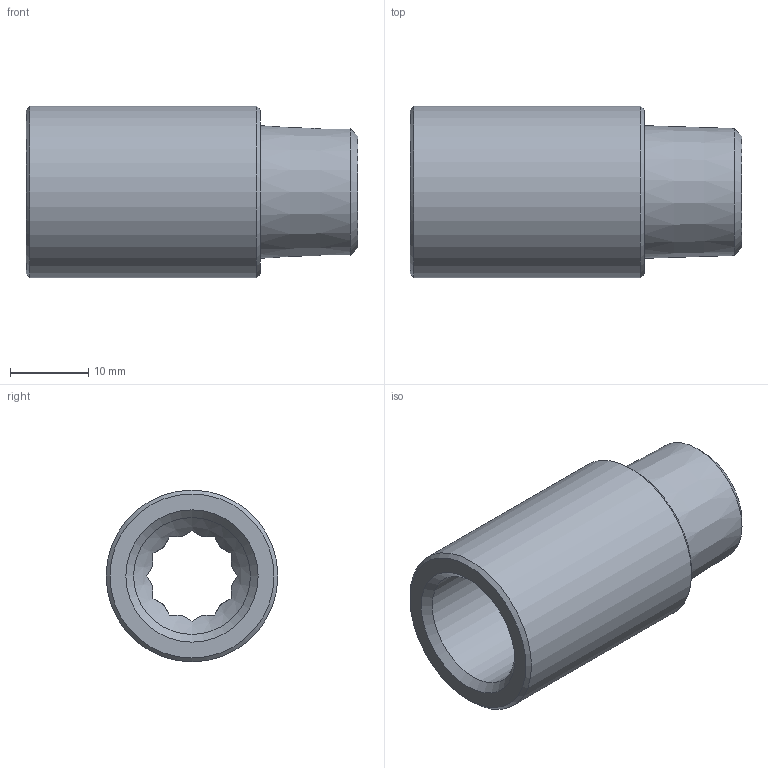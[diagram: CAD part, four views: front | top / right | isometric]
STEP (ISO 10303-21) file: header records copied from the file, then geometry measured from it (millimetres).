
FILE_DESCRIPTION(/* description */ (''),/* implementation_level */ '2;1');
FILE_NAME(/* name */ '3D_R421-DN10-30_172481830.stp',/* time_stamp */ '2021-07-23T08:08:14+02:00',/* author */ ('cad'),/* organization */ (''),/* preprocessor_version */ 'ST-DEVELOPER v18.1',/* originating_system */ 'Autodesk Inventor 2022',/* authorisation */ '');
FILE_SCHEMA (('AUTOMOTIVE_DESIGN { 1 0 10303 214 3 1 1 }'));
Length unit declared in the file: millimetre
Products named in the file (1): 3D_R421-DN10-30_172481830
Bounding box: 42.5 x 22 x 22 mm (x, y, z)
Volume: 7741.5 mm3; surface area: 4989.5 mm2
Topology: 1 solids, 1 shells, 35 faces, 94 edges, 62 vertices
Faces by surface type: plane 27, cone 6, cylinder 2
Full cylindrical faces by diameter (mm): 14.95 x1, 22 x1
Entity records: 1107 total; most frequent: CARTESIAN_POINT 240, ORIENTED_EDGE 188, DIRECTION 156, EDGE_CURVE 94, VERTEX_POINT 62, LINE 56, VECTOR 56, AXIS2_PLACEMENT_3D 50
